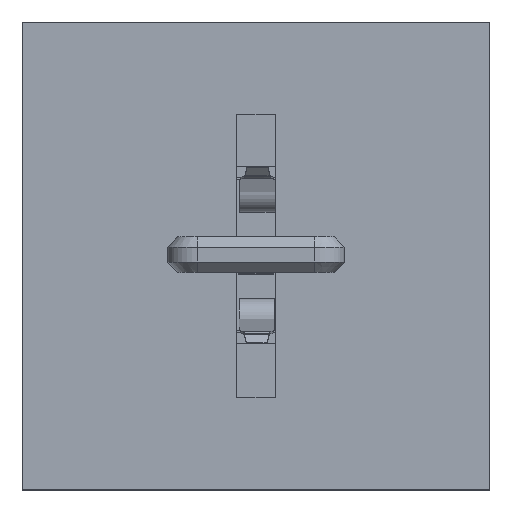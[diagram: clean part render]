
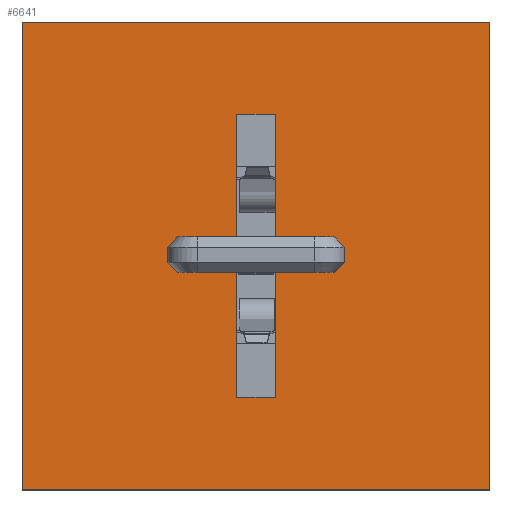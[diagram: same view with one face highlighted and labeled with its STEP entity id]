
A CAD part, top view. The second image highlights one B-rep face of the part: STEP entity #6641.
In plain terms, the highlighted planar face has unit normal (0, 0, 1).
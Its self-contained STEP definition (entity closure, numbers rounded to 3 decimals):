
#130=FACE_BOUND('',#1191,.T.);
#781=FACE_OUTER_BOUND('',#1190,.T.);
#1190=EDGE_LOOP('',(#5754,#5755,#5756,#5757));
#1191=EDGE_LOOP('',(#5758,#5759,#5760,#5761));
#1837=LINE('',#11037,#2546);
#1840=LINE('',#11042,#2549);
#1842=LINE('',#11046,#2551);
#1844=LINE('',#11049,#2553);
#1847=LINE('',#11057,#2556);
#1851=LINE('',#11065,#2560);
#1854=LINE('',#11071,#2563);
#1857=LINE('',#11076,#2566);
#2546=VECTOR('',#8795,10.);
#2549=VECTOR('',#8800,10.);
#2551=VECTOR('',#8804,10.);
#2553=VECTOR('',#8808,10.);
#2556=VECTOR('',#8817,10.);
#2560=VECTOR('',#8823,10.);
#2563=VECTOR('',#8828,10.);
#2566=VECTOR('',#8833,10.);
#3177=VERTEX_POINT('',#11035);
#3178=VERTEX_POINT('',#11036);
#3179=VERTEX_POINT('',#11041);
#3180=VERTEX_POINT('',#11045);
#3181=VERTEX_POINT('',#11055);
#3182=VERTEX_POINT('',#11056);
#3185=VERTEX_POINT('',#11064);
#3187=VERTEX_POINT('',#11070);
#4045=EDGE_CURVE('',#3177,#3178,#1837,.T.);
#4048=EDGE_CURVE('',#3178,#3179,#1840,.T.);
#4050=EDGE_CURVE('',#3179,#3180,#1842,.T.);
#4052=EDGE_CURVE('',#3180,#3177,#1844,.T.);
#4055=EDGE_CURVE('',#3181,#3182,#1847,.F.);
#4059=EDGE_CURVE('',#3185,#3182,#1851,.T.);
#4062=EDGE_CURVE('',#3185,#3187,#1854,.F.);
#4065=EDGE_CURVE('',#3181,#3187,#1857,.T.);
#5754=ORIENTED_EDGE('',*,*,#4065,.F.);
#5755=ORIENTED_EDGE('',*,*,#4055,.T.);
#5756=ORIENTED_EDGE('',*,*,#4059,.F.);
#5757=ORIENTED_EDGE('',*,*,#4062,.T.);
#5758=ORIENTED_EDGE('',*,*,#4050,.T.);
#5759=ORIENTED_EDGE('',*,*,#4052,.T.);
#5760=ORIENTED_EDGE('',*,*,#4045,.T.);
#5761=ORIENTED_EDGE('',*,*,#4048,.T.);
#6287=PLANE('',#7226);
#6641=ADVANCED_FACE('',(#781,#130),#6287,.T.);
#7226=AXIS2_PLACEMENT_3D('',#11078,#8835,#8836);
#8795=DIRECTION('',(-1.,0.,0.));
#8800=DIRECTION('',(0.,1.,0.));
#8804=DIRECTION('',(1.,0.,0.));
#8808=DIRECTION('',(0.,-1.,0.));
#8817=DIRECTION('',(-1.,0.,0.));
#8823=DIRECTION('',(0.,-1.,0.));
#8828=DIRECTION('',(1.,0.,0.));
#8833=DIRECTION('',(0.,1.,0.));
#8835=DIRECTION('center_axis',(0.,0.,1.));
#8836=DIRECTION('ref_axis',(-1.,0.,0.));
#11035=CARTESIAN_POINT('',(2.75,-20.,71.));
#11036=CARTESIAN_POINT('',(-2.75,-20.,71.));
#11037=CARTESIAN_POINT('',(-1.375,-20.,71.));
#11041=CARTESIAN_POINT('',(-2.75,20.,71.));
#11042=CARTESIAN_POINT('',(-2.75,10.,71.));
#11045=CARTESIAN_POINT('',(2.75,20.,71.));
#11046=CARTESIAN_POINT('',(1.375,20.,71.));
#11049=CARTESIAN_POINT('',(2.75,-10.,71.));
#11055=CARTESIAN_POINT('',(-33.,-33.,71.));
#11056=CARTESIAN_POINT('',(33.,-33.,71.));
#11057=CARTESIAN_POINT('',(15.,-33.,71.));
#11064=CARTESIAN_POINT('',(33.,33.,71.));
#11065=CARTESIAN_POINT('',(33.,15.,71.));
#11070=CARTESIAN_POINT('',(-33.,33.,71.));
#11071=CARTESIAN_POINT('',(-15.,33.,71.));
#11076=CARTESIAN_POINT('',(-33.,-15.,71.));
#11078=CARTESIAN_POINT('Origin',(0.,0.,71.));
